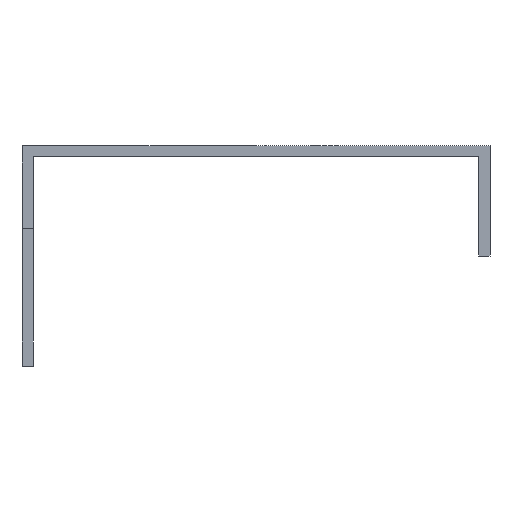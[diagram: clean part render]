
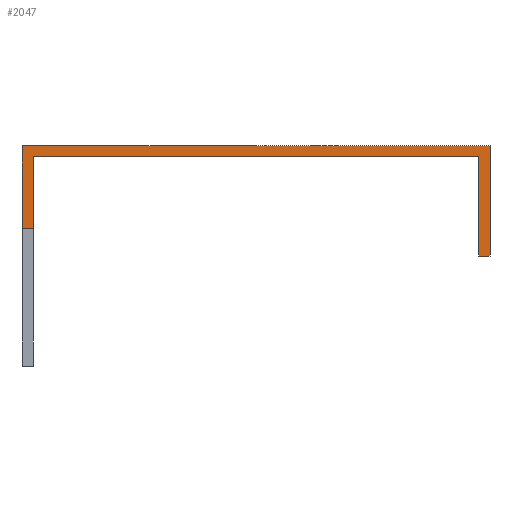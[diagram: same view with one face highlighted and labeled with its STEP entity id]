
A CAD part, front view. The second image highlights one B-rep face of the part: STEP entity #2047.
In plain terms, the highlighted planar face has unit normal (0, -1, 0).
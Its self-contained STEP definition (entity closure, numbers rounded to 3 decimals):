
#424=FACE_OUTER_BOUND('',#519,.T.);
#519=EDGE_LOOP('',(#1487,#1488,#1489,#1490,#1491,#1492,#1493,#1494));
#780=LINE('',#3072,#897);
#786=LINE('',#3084,#903);
#787=LINE('',#3086,#904);
#788=LINE('',#3088,#905);
#789=LINE('',#3090,#906);
#790=LINE('',#3092,#907);
#791=LINE('',#3094,#908);
#792=LINE('',#3095,#909);
#897=VECTOR('',#2434,10.);
#903=VECTOR('',#2444,10.);
#904=VECTOR('',#2445,10.);
#905=VECTOR('',#2446,10.);
#906=VECTOR('',#2447,10.);
#907=VECTOR('',#2448,10.);
#908=VECTOR('',#2449,10.);
#909=VECTOR('',#2450,10.);
#1012=VERTEX_POINT('',#3068);
#1014=VERTEX_POINT('',#3071);
#1018=VERTEX_POINT('',#3083);
#1019=VERTEX_POINT('',#3085);
#1020=VERTEX_POINT('',#3087);
#1021=VERTEX_POINT('',#3089);
#1022=VERTEX_POINT('',#3091);
#1023=VERTEX_POINT('',#3093);
#1200=EDGE_CURVE('',#1014,#1012,#780,.T.);
#1206=EDGE_CURVE('',#1012,#1018,#786,.T.);
#1207=EDGE_CURVE('',#1018,#1019,#787,.T.);
#1208=EDGE_CURVE('',#1019,#1020,#788,.T.);
#1209=EDGE_CURVE('',#1021,#1020,#789,.T.);
#1210=EDGE_CURVE('',#1021,#1022,#790,.T.);
#1211=EDGE_CURVE('',#1022,#1023,#791,.T.);
#1212=EDGE_CURVE('',#1023,#1014,#792,.T.);
#1487=ORIENTED_EDGE('',*,*,#1200,.T.);
#1488=ORIENTED_EDGE('',*,*,#1206,.T.);
#1489=ORIENTED_EDGE('',*,*,#1207,.T.);
#1490=ORIENTED_EDGE('',*,*,#1208,.T.);
#1491=ORIENTED_EDGE('',*,*,#1209,.F.);
#1492=ORIENTED_EDGE('',*,*,#1210,.T.);
#1493=ORIENTED_EDGE('',*,*,#1211,.T.);
#1494=ORIENTED_EDGE('',*,*,#1212,.T.);
#2033=PLANE('',#2165);
#2047=ADVANCED_FACE('',(#424),#2033,.T.);
#2165=AXIS2_PLACEMENT_3D('',#3082,#2442,#2443);
#2434=DIRECTION('',(1.,0.,0.));
#2442=DIRECTION('center_axis',(0.,-1.,0.));
#2443=DIRECTION('ref_axis',(0.,0.,-1.));
#2444=DIRECTION('',(0.,0.,1.));
#2445=DIRECTION('',(1.,0.,0.));
#2446=DIRECTION('',(0.,0.,-1.));
#2447=DIRECTION('',(-1.,0.,0.));
#2448=DIRECTION('',(0.,0.,1.));
#2449=DIRECTION('',(-1.,0.,0.));
#2450=DIRECTION('',(0.,0.,-1.));
#3068=CARTESIAN_POINT('',(-40.5,-889.,-13.));
#3071=CARTESIAN_POINT('',(-42.5,-889.,-13.));
#3072=CARTESIAN_POINT('',(0.,-889.,-13.));
#3082=CARTESIAN_POINT('Origin',(42.5,-889.,0.));
#3083=CARTESIAN_POINT('',(-40.5,-889.,0.));
#3084=CARTESIAN_POINT('',(-40.5,-889.,2.));
#3085=CARTESIAN_POINT('',(40.5,-889.,0.));
#3086=CARTESIAN_POINT('',(-42.5,-889.,0.));
#3087=CARTESIAN_POINT('',(40.5,-889.,-18.));
#3088=CARTESIAN_POINT('',(40.5,-889.,-18.));
#3089=CARTESIAN_POINT('',(42.5,-889.,-18.));
#3090=CARTESIAN_POINT('',(42.5,-889.,-18.));
#3091=CARTESIAN_POINT('',(42.5,-889.,2.));
#3092=CARTESIAN_POINT('',(42.5,-889.,-18.));
#3093=CARTESIAN_POINT('',(-42.5,-889.,2.));
#3094=CARTESIAN_POINT('',(-42.5,-889.,2.));
#3095=CARTESIAN_POINT('',(-42.5,-889.,2.));
